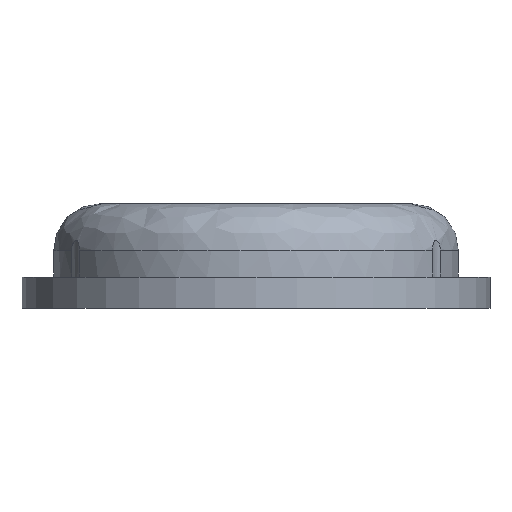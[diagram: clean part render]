
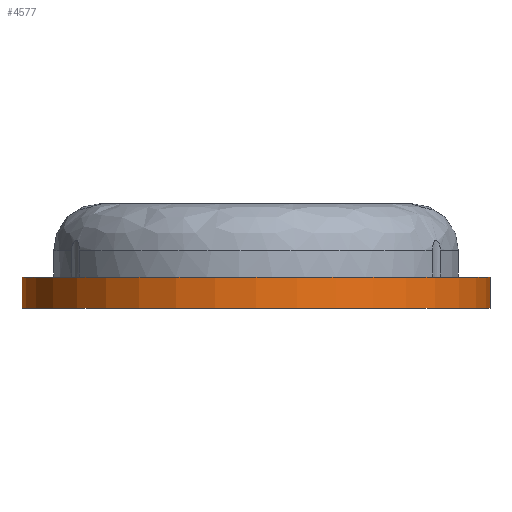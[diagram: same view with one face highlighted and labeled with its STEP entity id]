
A CAD part, left-side view. The second image highlights one B-rep face of the part: STEP entity #4577.
In plain terms, the highlighted cylindrical face has radius 30 mm (diameter 60 mm), a partial arc.
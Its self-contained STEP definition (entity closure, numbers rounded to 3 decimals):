
#2411 = PLANE('',#2412);
#2412 = AXIS2_PLACEMENT_3D('',#2413,#2414,#2415);
#2413 = CARTESIAN_POINT('',(-14.,0.,4.));
#2414 = DIRECTION('',(0.,0.,1.));
#2415 = DIRECTION('',(1.,0.,0.));
#2715 = PLANE('',#2716);
#2716 = AXIS2_PLACEMENT_3D('',#2717,#2718,#2719);
#2717 = CARTESIAN_POINT('',(-39.,-30.,0.));
#2718 = DIRECTION('',(0.,1.,0.));
#2719 = DIRECTION('',(1.,0.,0.));
#2790 = PLANE('',#2791);
#2791 = AXIS2_PLACEMENT_3D('',#2792,#2793,#2794);
#2792 = CARTESIAN_POINT('',(-39.,30.,0.));
#2793 = DIRECTION('',(0.,1.,0.));
#2794 = DIRECTION('',(1.,0.,0.));
#2817 = PLANE('',#2818);
#2818 = AXIS2_PLACEMENT_3D('',#2819,#2820,#2821);
#2819 = CARTESIAN_POINT('',(-14.,0.,0.));
#2820 = DIRECTION('',(0.,0.,1.));
#2821 = DIRECTION('',(1.,0.,0.));
#3300 = VERTEX_POINT('',#3301);
#3301 = CARTESIAN_POINT('',(-39.,30.,4.));
#3324 = EDGE_CURVE('',#3300,#3325,#3327,.T.);
#3325 = VERTEX_POINT('',#3326);
#3326 = CARTESIAN_POINT('',(-39.,-30.,4.));
#3327 = SURFACE_CURVE('',#3328,(#3333,#3340),.PCURVE_S1.);
#3328 = CIRCLE('',#3329,30.);
#3329 = AXIS2_PLACEMENT_3D('',#3330,#3331,#3332);
#3330 = CARTESIAN_POINT('',(-39.,0.,4.));
#3331 = DIRECTION('',(0.,0.,1.));
#3332 = DIRECTION('',(1.,0.,0.));
#3333 = PCURVE('',#2411,#3334);
#3334 = DEFINITIONAL_REPRESENTATION('',(#3335),#3339);
#3335 = CIRCLE('',#3336,30.);
#3336 = AXIS2_PLACEMENT_2D('',#3337,#3338);
#3337 = CARTESIAN_POINT('',(-25.,0.));
#3338 = DIRECTION('',(1.,0.));
#3339 = ( GEOMETRIC_REPRESENTATION_CONTEXT(2) 
PARAMETRIC_REPRESENTATION_CONTEXT() REPRESENTATION_CONTEXT('2D SPACE',''
  ) );
#3340 = PCURVE('',#3341,#3346);
#3341 = CYLINDRICAL_SURFACE('',#3342,30.);
#3342 = AXIS2_PLACEMENT_3D('',#3343,#3344,#3345);
#3343 = CARTESIAN_POINT('',(-39.,0.,0.));
#3344 = DIRECTION('',(0.,0.,-1.));
#3345 = DIRECTION('',(1.,0.,0.));
#3346 = DEFINITIONAL_REPRESENTATION('',(#3347),#3351);
#3347 = LINE('',#3348,#3349);
#3348 = CARTESIAN_POINT('',(0.,-4.));
#3349 = VECTOR('',#3350,1.);
#3350 = DIRECTION('',(-1.,0.));
#3351 = ( GEOMETRIC_REPRESENTATION_CONTEXT(2) 
PARAMETRIC_REPRESENTATION_CONTEXT() REPRESENTATION_CONTEXT('2D SPACE',''
  ) );
#3959 = EDGE_CURVE('',#3960,#3325,#3962,.T.);
#3960 = VERTEX_POINT('',#3961);
#3961 = CARTESIAN_POINT('',(-39.,-30.,0.));
#3962 = SURFACE_CURVE('',#3963,(#3967,#3974),.PCURVE_S1.);
#3963 = LINE('',#3964,#3965);
#3964 = CARTESIAN_POINT('',(-39.,-30.,0.));
#3965 = VECTOR('',#3966,1.);
#3966 = DIRECTION('',(0.,0.,1.));
#3967 = PCURVE('',#2715,#3968);
#3968 = DEFINITIONAL_REPRESENTATION('',(#3969),#3973);
#3969 = LINE('',#3970,#3971);
#3970 = CARTESIAN_POINT('',(0.,0.));
#3971 = VECTOR('',#3972,1.);
#3972 = DIRECTION('',(0.,-1.));
#3973 = ( GEOMETRIC_REPRESENTATION_CONTEXT(2) 
PARAMETRIC_REPRESENTATION_CONTEXT() REPRESENTATION_CONTEXT('2D SPACE',''
  ) );
#3974 = PCURVE('',#3341,#3975);
#3975 = DEFINITIONAL_REPRESENTATION('',(#3976),#3980);
#3976 = LINE('',#3977,#3978);
#3977 = CARTESIAN_POINT('',(-4.712,0.));
#3978 = VECTOR('',#3979,1.);
#3979 = DIRECTION('',(0.,-1.));
#3980 = ( GEOMETRIC_REPRESENTATION_CONTEXT(2) 
PARAMETRIC_REPRESENTATION_CONTEXT() REPRESENTATION_CONTEXT('2D SPACE',''
  ) );
#4031 = EDGE_CURVE('',#4032,#3960,#4034,.T.);
#4032 = VERTEX_POINT('',#4033);
#4033 = CARTESIAN_POINT('',(-39.,30.,0.));
#4034 = SURFACE_CURVE('',#4035,(#4040,#4047),.PCURVE_S1.);
#4035 = CIRCLE('',#4036,30.);
#4036 = AXIS2_PLACEMENT_3D('',#4037,#4038,#4039);
#4037 = CARTESIAN_POINT('',(-39.,0.,0.));
#4038 = DIRECTION('',(0.,0.,1.));
#4039 = DIRECTION('',(1.,0.,0.));
#4040 = PCURVE('',#2817,#4041);
#4041 = DEFINITIONAL_REPRESENTATION('',(#4042),#4046);
#4042 = CIRCLE('',#4043,30.);
#4043 = AXIS2_PLACEMENT_2D('',#4044,#4045);
#4044 = CARTESIAN_POINT('',(-25.,0.));
#4045 = DIRECTION('',(1.,0.));
#4046 = ( GEOMETRIC_REPRESENTATION_CONTEXT(2) 
PARAMETRIC_REPRESENTATION_CONTEXT() REPRESENTATION_CONTEXT('2D SPACE',''
  ) );
#4047 = PCURVE('',#3341,#4048);
#4048 = DEFINITIONAL_REPRESENTATION('',(#4049),#4053);
#4049 = LINE('',#4050,#4051);
#4050 = CARTESIAN_POINT('',(0.,0.));
#4051 = VECTOR('',#4052,1.);
#4052 = DIRECTION('',(-1.,0.));
#4053 = ( GEOMETRIC_REPRESENTATION_CONTEXT(2) 
PARAMETRIC_REPRESENTATION_CONTEXT() REPRESENTATION_CONTEXT('2D SPACE',''
  ) );
#4401 = EDGE_CURVE('',#4032,#3300,#4402,.T.);
#4402 = SURFACE_CURVE('',#4403,(#4407,#4414),.PCURVE_S1.);
#4403 = LINE('',#4404,#4405);
#4404 = CARTESIAN_POINT('',(-39.,30.,0.));
#4405 = VECTOR('',#4406,1.);
#4406 = DIRECTION('',(0.,0.,1.));
#4407 = PCURVE('',#2790,#4408);
#4408 = DEFINITIONAL_REPRESENTATION('',(#4409),#4413);
#4409 = LINE('',#4410,#4411);
#4410 = CARTESIAN_POINT('',(0.,0.));
#4411 = VECTOR('',#4412,1.);
#4412 = DIRECTION('',(0.,-1.));
#4413 = ( GEOMETRIC_REPRESENTATION_CONTEXT(2) 
PARAMETRIC_REPRESENTATION_CONTEXT() REPRESENTATION_CONTEXT('2D SPACE',''
  ) );
#4414 = PCURVE('',#3341,#4415);
#4415 = DEFINITIONAL_REPRESENTATION('',(#4416),#4420);
#4416 = LINE('',#4417,#4418);
#4417 = CARTESIAN_POINT('',(-1.571,0.));
#4418 = VECTOR('',#4419,1.);
#4419 = DIRECTION('',(0.,-1.));
#4420 = ( GEOMETRIC_REPRESENTATION_CONTEXT(2) 
PARAMETRIC_REPRESENTATION_CONTEXT() REPRESENTATION_CONTEXT('2D SPACE',''
  ) );
#4577 = ADVANCED_FACE('',(#4578),#3341,.T.);
#4578 = FACE_BOUND('',#4579,.F.);
#4579 = EDGE_LOOP('',(#4580,#4581,#4582,#4583));
#4580 = ORIENTED_EDGE('',*,*,#4401,.T.);
#4581 = ORIENTED_EDGE('',*,*,#3324,.T.);
#4582 = ORIENTED_EDGE('',*,*,#3959,.F.);
#4583 = ORIENTED_EDGE('',*,*,#4031,.F.);
